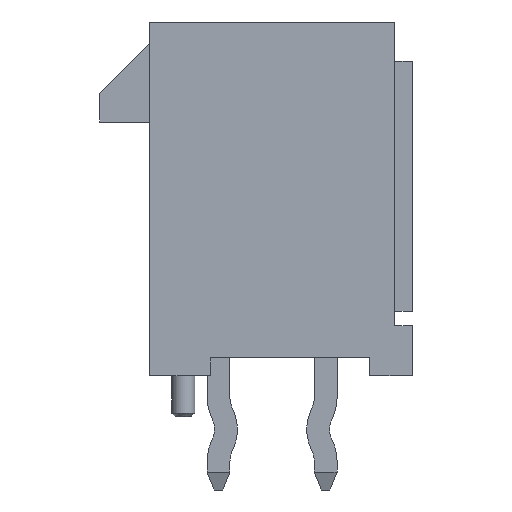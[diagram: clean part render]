
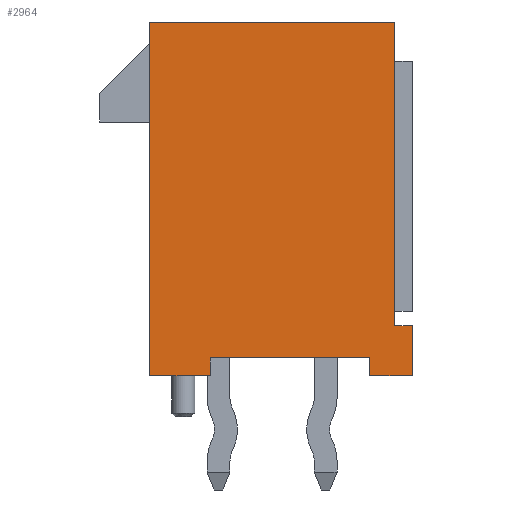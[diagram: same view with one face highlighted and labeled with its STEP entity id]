
A CAD part, front view. The second image highlights one B-rep face of the part: STEP entity #2964.
In plain terms, the highlighted planar face has unit normal (0, -1, 0).
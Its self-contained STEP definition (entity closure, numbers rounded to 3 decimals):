
#314=ORIENTED_EDGE('',*,*,#1039,.F.);
#315=ORIENTED_EDGE('',*,*,#1139,.T.);
#316=ORIENTED_EDGE('',*,*,#1086,.T.);
#317=ORIENTED_EDGE('',*,*,#1140,.T.);
#318=ORIENTED_EDGE('',*,*,#1130,.F.);
#319=ORIENTED_EDGE('',*,*,#1141,.T.);
#320=ORIENTED_EDGE('',*,*,#1142,.T.);
#321=ORIENTED_EDGE('',*,*,#957,.F.);
#322=ORIENTED_EDGE('',*,*,#1035,.F.);
#323=ORIENTED_EDGE('',*,*,#1143,.F.);
#324=ORIENTED_EDGE('',*,*,#1041,.F.);
#957=EDGE_CURVE('',#1388,#1389,#1674,.T.);
#1035=EDGE_CURVE('',#1456,#1388,#1752,.T.);
#1039=EDGE_CURVE('',#1459,#1460,#1756,.T.);
#1041=EDGE_CURVE('',#1460,#1461,#1757,.T.);
#1086=EDGE_CURVE('',#1500,#1499,#1802,.T.);
#1130=EDGE_CURVE('',#1532,#1533,#1846,.T.);
#1139=EDGE_CURVE('',#1459,#1500,#1855,.T.);
#1140=EDGE_CURVE('',#1499,#1533,#1856,.T.);
#1141=EDGE_CURVE('',#1532,#1538,#1857,.T.);
#1142=EDGE_CURVE('',#1538,#1389,#1858,.T.);
#1143=EDGE_CURVE('',#1461,#1456,#1859,.T.);
#1388=VERTEX_POINT('',#4105);
#1389=VERTEX_POINT('',#4107);
#1456=VERTEX_POINT('',#4259);
#1459=VERTEX_POINT('',#4268);
#1460=VERTEX_POINT('',#4269);
#1461=VERTEX_POINT('',#4272);
#1499=VERTEX_POINT('',#4359);
#1500=VERTEX_POINT('',#4361);
#1532=VERTEX_POINT('',#4444);
#1533=VERTEX_POINT('',#4446);
#1538=VERTEX_POINT('',#4464);
#1674=LINE('',#4106,#2088);
#1752=LINE('',#4260,#2166);
#1756=LINE('',#4267,#2170);
#1757=LINE('',#4271,#2171);
#1802=LINE('',#4360,#2216);
#1846=LINE('',#4445,#2260);
#1855=LINE('',#4461,#2269);
#1856=LINE('',#4462,#2270);
#1857=LINE('',#4463,#2271);
#1858=LINE('',#4465,#2272);
#1859=LINE('',#4466,#2273);
#2088=VECTOR('',#3323,1000.);
#2166=VECTOR('',#3417,1000.);
#2170=VECTOR('',#3423,1000.);
#2171=VECTOR('',#3426,1000.);
#2216=VECTOR('',#3481,1000.);
#2260=VECTOR('',#3541,1000.);
#2269=VECTOR('',#3554,1000.);
#2270=VECTOR('',#3555,1000.);
#2271=VECTOR('',#3556,1000.);
#2272=VECTOR('',#3557,1000.);
#2273=VECTOR('',#3558,1000.);
#2505=EDGE_LOOP('',(#314,#315,#316,#317,#318,#319,#320,#321,#322,#323,#324));
#2669=FACE_BOUND('',#2505,.T.);
#2825=PLANE('',#3142);
#2964=ADVANCED_FACE('',(#2669),#2825,.F.);
#3142=AXIS2_PLACEMENT_3D('',#4460,#3552,#3553);
#3323=DIRECTION('',(0.,0.,-1.));
#3417=DIRECTION('',(1.,0.,0.));
#3423=DIRECTION('',(-1.,0.,0.));
#3426=DIRECTION('',(-1.,0.,0.));
#3481=DIRECTION('',(1.,0.,0.));
#3541=DIRECTION('',(-1.,0.,0.));
#3552=DIRECTION('',(0.,1.,0.));
#3553=DIRECTION('',(0.,0.,1.));
#3554=DIRECTION('',(0.,0.,1.));
#3555=DIRECTION('',(0.,0.,-1.));
#3556=DIRECTION('',(0.,0.,1.));
#3557=DIRECTION('',(-1.,0.,0.));
#3558=DIRECTION('',(0.,0.,1.));
#4105=CARTESIAN_POINT('',(3.43,-3.35,4.95));
#4106=CARTESIAN_POINT('',(3.43,-3.35,4.95));
#4107=CARTESIAN_POINT('',(3.43,-3.35,-3.55));
#4259=CARTESIAN_POINT('',(-3.43,-3.35,4.95));
#4260=CARTESIAN_POINT('',(-3.43,-3.35,4.95));
#4267=CARTESIAN_POINT('',(3.43,-3.35,-4.95));
#4268=CARTESIAN_POINT('',(-1.73,-3.35,-4.95));
#4269=CARTESIAN_POINT('',(-2.49,-3.35,-4.95));
#4271=CARTESIAN_POINT('',(3.43,-3.35,-4.95));
#4272=CARTESIAN_POINT('',(-3.43,-3.35,-4.95));
#4359=CARTESIAN_POINT('',(2.73,-3.35,-4.45));
#4360=CARTESIAN_POINT('',(-2.73,-3.35,-4.45));
#4361=CARTESIAN_POINT('',(-1.73,-3.35,-4.45));
#4444=CARTESIAN_POINT('',(3.93,-3.35,-4.95));
#4445=CARTESIAN_POINT('',(3.43,-3.35,-4.95));
#4446=CARTESIAN_POINT('',(2.73,-3.35,-4.95));
#4460=CARTESIAN_POINT('',(0.,-3.35,0.));
#4461=CARTESIAN_POINT('',(-1.73,-3.35,-4.95));
#4462=CARTESIAN_POINT('',(2.73,-3.35,-4.45));
#4463=CARTESIAN_POINT('',(3.93,-3.35,-4.95));
#4464=CARTESIAN_POINT('',(3.93,-3.35,-3.55));
#4465=CARTESIAN_POINT('',(3.93,-3.35,-3.55));
#4466=CARTESIAN_POINT('',(-3.43,-3.35,-4.95));
